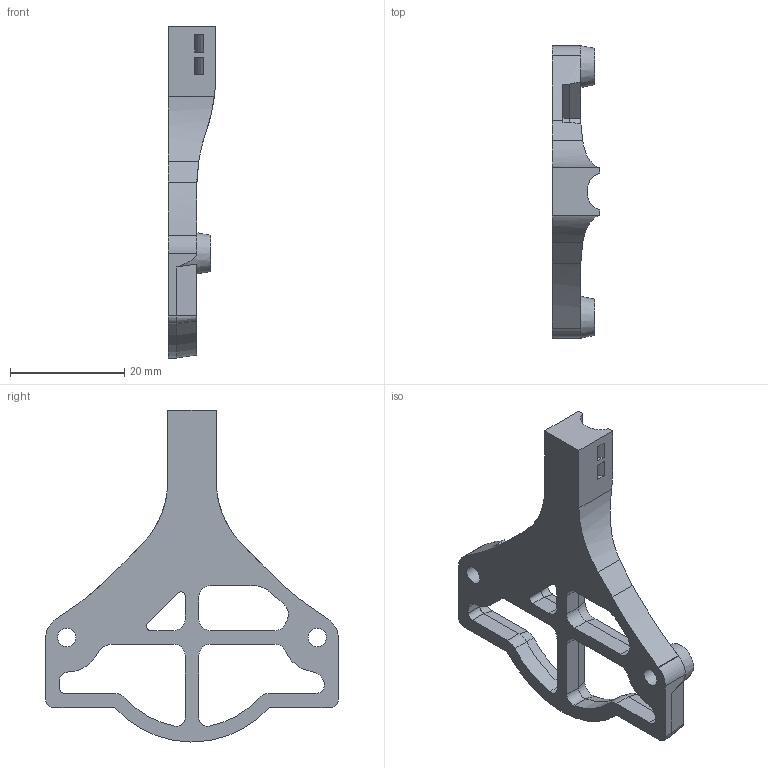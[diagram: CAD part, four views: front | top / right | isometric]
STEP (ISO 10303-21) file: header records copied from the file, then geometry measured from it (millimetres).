
FILE_DESCRIPTION(/* description */ (''),/* implementation_level */ '2;1');
FILE_NAME(/* name */ 'Mellow_SHT-36_mounts v3.step',/* time_stamp */ '2023-01-09T19:57:59+01:00',/* author */ (''),/* organization */ (''),/* preprocessor_version */ 'ST-DEVELOPER v19.2',/* originating_system */ 'Autodesk Translation Framework v11.17.0.187',/* authorisation */ '');
FILE_SCHEMA (('AUTOMOTIVE_DESIGN { 1 0 10303 214 3 1 1 }'));
Length unit declared in the file: millimetre
Products named in the file (2): Mellow_SHT-36_mounts; STH-36_sherpa_mini_mounting_plate_strain_relief
Assembly tree (1 placements, depth 2):
  Mellow_SHT-36_mounts
    STH-36_sherpa_mini_mounting_plate_strain_relief
Bounding box: 8.36 x 51.18 x 58.08 mm (x, y, z)
Volume: 4960.8 mm3; surface area: 4301.6 mm2
Topology: 1 solids, 1 shells, 152 faces, 396 edges, 246 vertices
Faces by surface type: plane 65, cylinder 53, cone 32, bspline 2
Full cylindrical faces by diameter (mm): 3.2 x2
Entity records: 4794 total; most frequent: CARTESIAN_POINT 918, DIRECTION 824, ORIENTED_EDGE 792, EDGE_CURVE 396, AXIS2_PLACEMENT_3D 292, VERTEX_POINT 246, LINE 240, VECTOR 240
